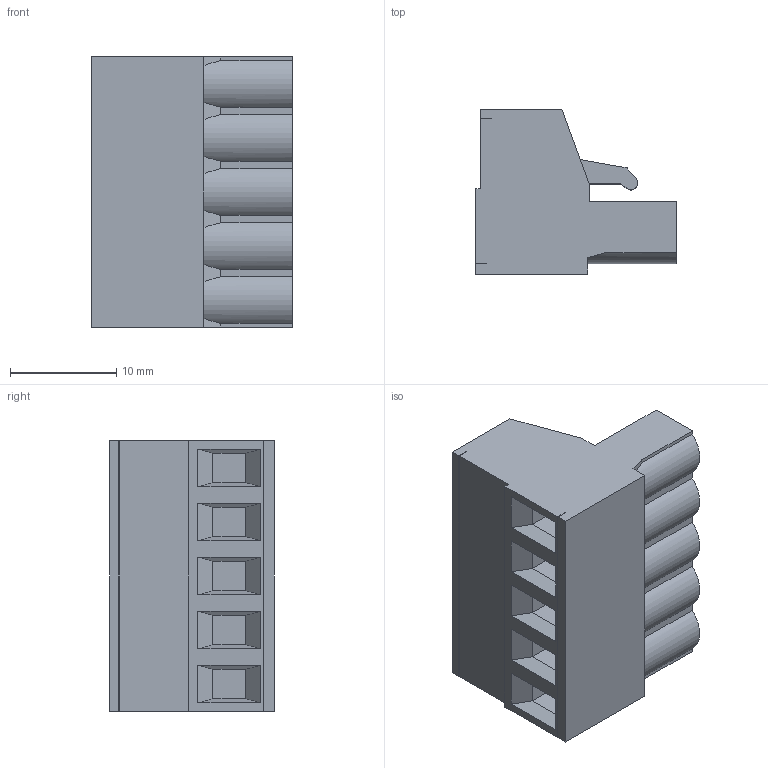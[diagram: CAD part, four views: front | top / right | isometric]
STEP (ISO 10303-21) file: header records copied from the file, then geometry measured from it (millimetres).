
FILE_DESCRIPTION( ( 'STEP AP214' ), '1' );
FILE_NAME( ' ', ' ', ( ' ' ), ( ' ' ), 'PSStep 11.0', 'VISI 17.0', ' ' );
FILE_SCHEMA( ( 'AUTOMOTIVE_DESIGN { 1 0 10303 214 1 1 1 1 }' ) );
Length unit declared in the file: millimetre
Products named in the file (1): 1
Bounding box: 18.85 x 15.5 x 25.4 mm (x, y, z)
Volume: 4390.4 mm3; surface area: 3102.3 mm2
Topology: 1 solids, 1 shells, 191 faces, 488 edges, 319 vertices
Faces by surface type: plane 164, cylinder 22, cone 5
Full cylindrical faces by diameter (mm): 1.6 x5, 3.8 x5, 4 x5
Entity records: 7014 total; most frequent: CARTESIAN_POINT 949, DIRECTION 911, ORIENTED_EDGE 906, EDGE_CURVE 453, LINE 379, VECTOR 379, VERTEX_POINT 304, AXIS2_PLACEMENT_3D 266
